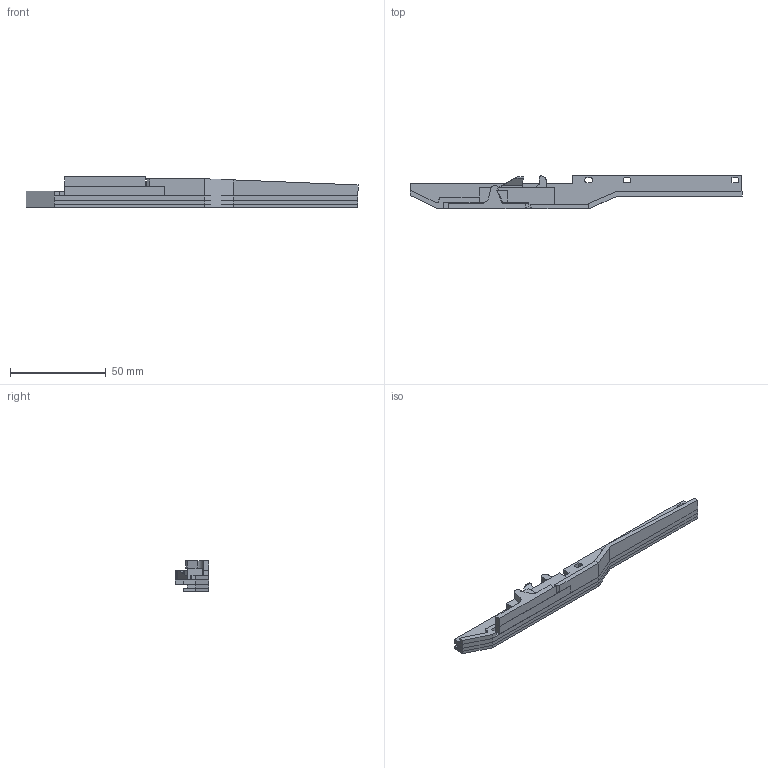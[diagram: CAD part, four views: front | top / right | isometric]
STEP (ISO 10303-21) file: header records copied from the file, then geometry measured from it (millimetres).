
FILE_DESCRIPTION((''),'2;1');
FILE_NAME('SCHROFF_20800-212_Bot.stp','2012-03-29T10:02:28',(''),(''),'Mechanical Desktop 2011','Mechanical Desktop 2011',', , ');
FILE_SCHEMA(('AUTOMOTIVE_DESIGN { 1 2 10303 214 1 1 1 1 }'));
Length unit declared in the file: millimetre
Products named in the file (1): Product
Bounding box: 173 x 17.7 x 16 mm (x, y, z)
Volume: 16228 mm3; surface area: 19148 mm2
Topology: 11 solids, 11 shells, 146 faces, 368 edges, 244 vertices
Faces by surface type: bspline 146
Entity records: 4669 total; most frequent: CARTESIAN_POINT 1505, ORIENTED_EDGE 736, DIRECTION 415, EDGE_CURVE 368, VECTOR 323, LINE 323, VERTEX_POINT 244, EDGE_LOOP 154
